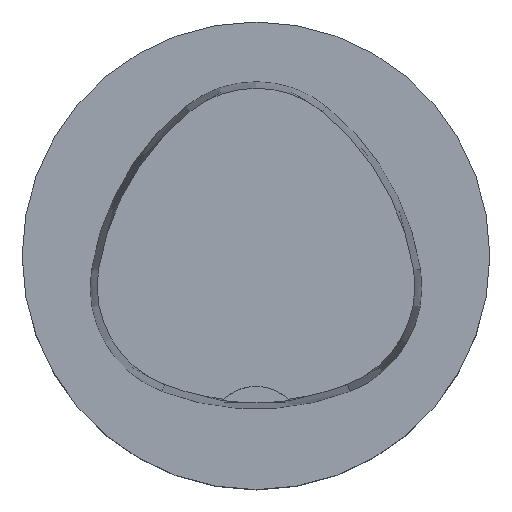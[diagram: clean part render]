
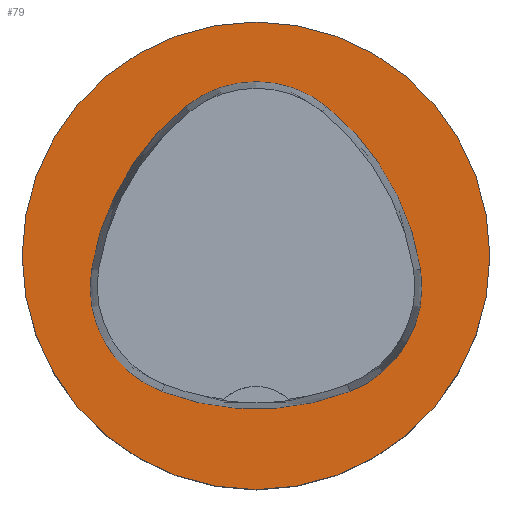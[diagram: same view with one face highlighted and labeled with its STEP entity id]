
A CAD part, top view. The second image highlights one B-rep face of the part: STEP entity #79.
In plain terms, the highlighted planar face has unit normal (0, 0, 1).
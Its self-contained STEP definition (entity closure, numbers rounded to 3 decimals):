
#36=PLANE('',#284);
#79=ADVANCED_FACE('',(#92,#93),#36,.T.);
#92=FACE_BOUND('',#111,.T.);
#93=FACE_BOUND('',#112,.T.);
#111=EDGE_LOOP('',(#162,#163,#164,#165,#166,#167));
#112=EDGE_LOOP('',(#168));
#162=ORIENTED_EDGE('',*,*,#228,.T.);
#163=ORIENTED_EDGE('',*,*,#208,.T.);
#164=ORIENTED_EDGE('',*,*,#212,.T.);
#165=ORIENTED_EDGE('',*,*,#215,.T.);
#166=ORIENTED_EDGE('',*,*,#218,.T.);
#167=ORIENTED_EDGE('',*,*,#226,.T.);
#168=ORIENTED_EDGE('',*,*,#207,.F.);
#185=VERTEX_POINT('',#385);
#186=VERTEX_POINT('',#388);
#187=VERTEX_POINT('',#389);
#190=VERTEX_POINT('',#397);
#192=VERTEX_POINT('',#403);
#194=VERTEX_POINT('',#409);
#201=VERTEX_POINT('',#430);
#207=EDGE_CURVE('',#185,#185,#237,.T.);
#208=EDGE_CURVE('',#186,#187,#238,.T.);
#212=EDGE_CURVE('',#187,#190,#240,.T.);
#215=EDGE_CURVE('',#190,#192,#242,.T.);
#218=EDGE_CURVE('',#192,#194,#244,.T.);
#226=EDGE_CURVE('',#194,#201,#248,.T.);
#228=EDGE_CURVE('',#201,#186,#250,.T.);
#237=CIRCLE('',#260,25.0);
#238=CIRCLE('',#262,28.0);
#240=CIRCLE('',#265,12.0);
#242=CIRCLE('',#268,28.0);
#244=CIRCLE('',#271,12.0);
#248=CIRCLE('',#276,28.0);
#250=CIRCLE('',#279,12.0);
#260=AXIS2_PLACEMENT_3D('',#384,#301,#302);
#262=AXIS2_PLACEMENT_3D('',#387,#305,#306);
#265=AXIS2_PLACEMENT_3D('',#396,#313,#314);
#268=AXIS2_PLACEMENT_3D('',#402,#320,#321);
#271=AXIS2_PLACEMENT_3D('',#408,#327,#328);
#276=AXIS2_PLACEMENT_3D('',#431,#339,#340);
#279=AXIS2_PLACEMENT_3D('',#434,#345,#346);
#284=AXIS2_PLACEMENT_3D('',#439,#355,#356);
#301=DIRECTION('',(0.0,0.0,-1.0));
#302=DIRECTION('',(-1.0,0.0,0.0));
#305=DIRECTION('',(0.0,0.0,-1.0));
#306=DIRECTION('',(-1.0,0.0,0.0));
#313=DIRECTION('',(0.0,0.0,-1.0));
#314=DIRECTION('',(-1.0,0.0,0.0));
#320=DIRECTION('',(0.0,0.0,-1.0));
#321=DIRECTION('',(-1.0,0.0,0.0));
#327=DIRECTION('',(0.0,0.0,-1.0));
#328=DIRECTION('',(-1.0,0.0,0.0));
#339=DIRECTION('',(0.0,0.0,-1.0));
#340=DIRECTION('',(-1.0,0.0,0.0));
#345=DIRECTION('',(0.0,0.0,-1.0));
#346=DIRECTION('',(-1.0,0.0,0.0));
#355=DIRECTION('',(0.0,0.0,1.0));
#356=DIRECTION('',(1.0,0.0,0.0));
#384=CARTESIAN_POINT('',(0.0,0.0,0.0));
#385=CARTESIAN_POINT('',(-25.0,0.0,0.0));
#387=CARTESIAN_POINT('',(10.068,-5.824,0.0));
#388=CARTESIAN_POINT('',(-17.584,-1.424,0.0));
#389=CARTESIAN_POINT('',(-7.531,15.953,0.0));
#396=CARTESIAN_POINT('',(0.011,6.62,0.0));
#397=CARTESIAN_POINT('',(7.567,15.942,0.0));
#402=CARTESIAN_POINT('',(-10.063,-5.81,0.0));
#403=CARTESIAN_POINT('',(17.59,-1.418,0.0));
#408=CARTESIAN_POINT('',(5.739,-3.3,0.0));
#409=CARTESIAN_POINT('',(10.05,-14.499,0.0));
#430=CARTESIAN_POINT('',(-10.025,-14.516,0.0));
#431=CARTESIAN_POINT('',(-0.01,11.631,0.0));
#434=CARTESIAN_POINT('',(-5.733,-3.31,0.0));
#439=CARTESIAN_POINT('',(0.0,0.0,0.0));
